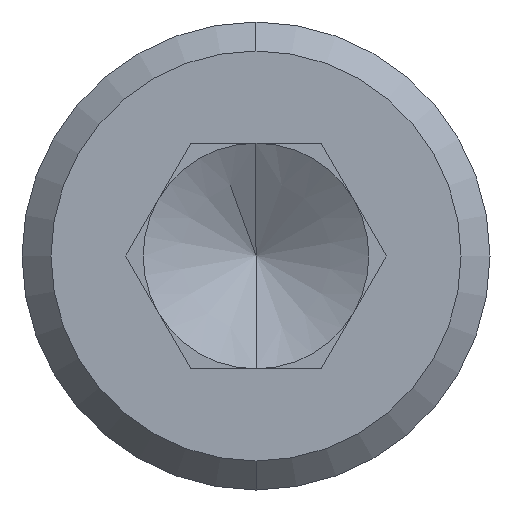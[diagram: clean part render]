
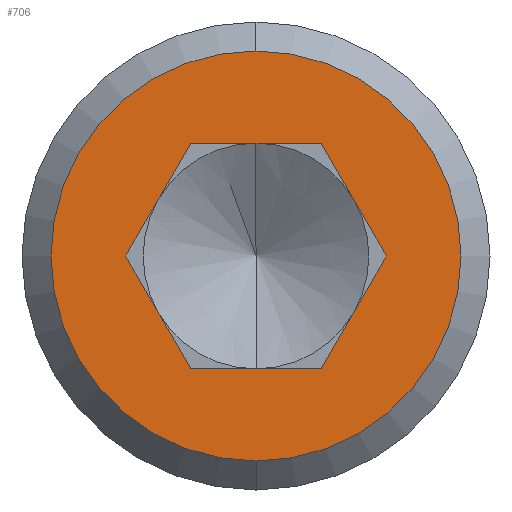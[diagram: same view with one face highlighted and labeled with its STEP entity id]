
A CAD part, left-side view. The second image highlights one B-rep face of the part: STEP entity #706.
In plain terms, the highlighted planar face has unit normal (-1, 0, 0).
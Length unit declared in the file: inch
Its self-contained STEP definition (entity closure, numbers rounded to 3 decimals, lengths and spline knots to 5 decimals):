
#69 = VERTEX_POINT ( 'NONE', #1968 ) ;
#161 = CARTESIAN_POINT ( 'NONE',  ( 0., 0., 0. ) ) ;
#176 = DIRECTION ( 'NONE',  ( -1., 0., 0. ) ) ;
#188 = CIRCLE ( 'NONE', #2998, 0.099 ) ;
#212 = DIRECTION ( 'NONE',  ( 0., 0., 1. ) ) ;
#309 = LINE ( 'NONE', #3407, #2953 ) ;
#333 = EDGE_CURVE ( 'NONE', #3939, #4339, #309, .T. ) ;
#372 = ORIENTED_EDGE ( 'NONE', *, *, #1135, .T. ) ;
#399 = CARTESIAN_POINT ( 'NONE',  ( 0., -0.03147, 0.0545 ) ) ;
#460 = ORIENTED_EDGE ( 'NONE', *, *, #333, .F. ) ;
#538 = ORIENTED_EDGE ( 'NONE', *, *, #3492, .F. ) ;
#626 = VECTOR ( 'NONE', #4274, 39.37008 ) ;
#706 = ADVANCED_FACE ( 'NONE', ( #4300, #4197 ), #3093, .T. ) ;
#925 = CARTESIAN_POINT ( 'NONE',  ( 0., 0., 0. ) ) ;
#1013 = VERTEX_POINT ( 'NONE', #4034 ) ;
#1125 = VERTEX_POINT ( 'NONE', #4410 ) ;
#1135 = EDGE_CURVE ( 'NONE', #1013, #4095, #188, .T. ) ;
#1220 = ORIENTED_EDGE ( 'NONE', *, *, #4244, .T. ) ;
#1260 = CIRCLE ( 'NONE', #1595, 0.099 ) ;
#1280 = DIRECTION ( 'NONE',  ( 0., 0., 1. ) ) ;
#1408 = CARTESIAN_POINT ( 'NONE',  ( 0., 0.06293, 0. ) ) ;
#1595 = AXIS2_PLACEMENT_3D ( 'NONE', #925, #3354, #1280 ) ;
#1691 = CARTESIAN_POINT ( 'NONE',  ( 0., 0.03147, 0.0545 ) ) ;
#1738 = VECTOR ( 'NONE', #2270, 39.37008 ) ;
#1968 = CARTESIAN_POINT ( 'NONE',  ( 0., -0.03147, -0.0545 ) ) ;
#2126 = ORIENTED_EDGE ( 'NONE', *, *, #3538, .T. ) ;
#2176 = CARTESIAN_POINT ( 'NONE',  ( 0., -0.06293, 0. ) ) ;
#2216 = LINE ( 'NONE', #1408, #3167 ) ;
#2270 = DIRECTION ( 'NONE',  ( 0., -1., 0. ) ) ;
#2332 = LINE ( 'NONE', #2176, #626 ) ;
#2357 = EDGE_LOOP ( 'NONE', ( #4242, #460, #2126, #2802, #4445, #538 ) ) ;
#2744 = CARTESIAN_POINT ( 'NONE',  ( 0., -0.06293, 0. ) ) ;
#2802 = ORIENTED_EDGE ( 'NONE', *, *, #4460, .T. ) ;
#2953 = VECTOR ( 'NONE', #3848, 39.37008 ) ;
#2998 = AXIS2_PLACEMENT_3D ( 'NONE', #161, #176, #212 ) ;
#3065 = AXIS2_PLACEMENT_3D ( 'NONE', #3110, #3268, #3285 ) ;
#3093 = PLANE ( 'NONE',  #3065 ) ;
#3110 = CARTESIAN_POINT ( 'NONE',  ( 0., 0., 0. ) ) ;
#3139 = DIRECTION ( 'NONE',  ( 0., -0.5, -0.866 ) ) ;
#3167 = VECTOR ( 'NONE', #3139, 39.37008 ) ;
#3211 = LINE ( 'NONE', #4010, #4020 ) ;
#3226 = VERTEX_POINT ( 'NONE', #2744 ) ;
#3268 = DIRECTION ( 'NONE',  ( -1., 0., 0. ) ) ;
#3285 = DIRECTION ( 'NONE',  ( 0., 0., 1. ) ) ;
#3325 = VECTOR ( 'NONE', #4206, 39.37008 ) ;
#3354 = DIRECTION ( 'NONE',  ( -1., 0., 0. ) ) ;
#3379 = LINE ( 'NONE', #4361, #1738 ) ;
#3407 = CARTESIAN_POINT ( 'NONE',  ( 0., -0.03147, 0.0545 ) ) ;
#3492 = EDGE_CURVE ( 'NONE', #3934, #1125, #2216, .T. ) ;
#3538 = EDGE_CURVE ( 'NONE', #3939, #3226, #4246, .T. ) ;
#3848 = DIRECTION ( 'NONE',  ( 0., 1., 0. ) ) ;
#3852 = EDGE_CURVE ( 'NONE', #1125, #69, #3379, .T. ) ;
#3934 = VERTEX_POINT ( 'NONE', #4070 ) ;
#3939 = VERTEX_POINT ( 'NONE', #4436 ) ;
#4010 = CARTESIAN_POINT ( 'NONE',  ( 0., 0.06293, 0. ) ) ;
#4020 = VECTOR ( 'NONE', #4357, 39.37008 ) ;
#4034 = CARTESIAN_POINT ( 'NONE',  ( 0., 0., 0.099 ) ) ;
#4070 = CARTESIAN_POINT ( 'NONE',  ( 0., 0.06293, 0. ) ) ;
#4095 = VERTEX_POINT ( 'NONE', #4232 ) ;
#4197 = FACE_OUTER_BOUND ( 'NONE', #4421, .T. ) ;
#4199 = EDGE_CURVE ( 'NONE', #3934, #4339, #3211, .T. ) ;
#4206 = DIRECTION ( 'NONE',  ( 0., -0.5, -0.866 ) ) ;
#4232 = CARTESIAN_POINT ( 'NONE',  ( 0., 0., -0.099 ) ) ;
#4242 = ORIENTED_EDGE ( 'NONE', *, *, #4199, .T. ) ;
#4244 = EDGE_CURVE ( 'NONE', #4095, #1013, #1260, .T. ) ;
#4246 = LINE ( 'NONE', #399, #3325 ) ;
#4274 = DIRECTION ( 'NONE',  ( 0., 0.5, -0.866 ) ) ;
#4300 = FACE_BOUND ( 'NONE', #2357, .T. ) ;
#4339 = VERTEX_POINT ( 'NONE', #1691 ) ;
#4357 = DIRECTION ( 'NONE',  ( 0., -0.5, 0.866 ) ) ;
#4361 = CARTESIAN_POINT ( 'NONE',  ( 0., 0.03147, -0.0545 ) ) ;
#4410 = CARTESIAN_POINT ( 'NONE',  ( 0., 0.03147, -0.0545 ) ) ;
#4421 = EDGE_LOOP ( 'NONE', ( #1220, #372 ) ) ;
#4436 = CARTESIAN_POINT ( 'NONE',  ( 0., -0.03147, 0.0545 ) ) ;
#4445 = ORIENTED_EDGE ( 'NONE', *, *, #3852, .F. ) ;
#4460 = EDGE_CURVE ( 'NONE', #3226, #69, #2332, .T. ) ;
